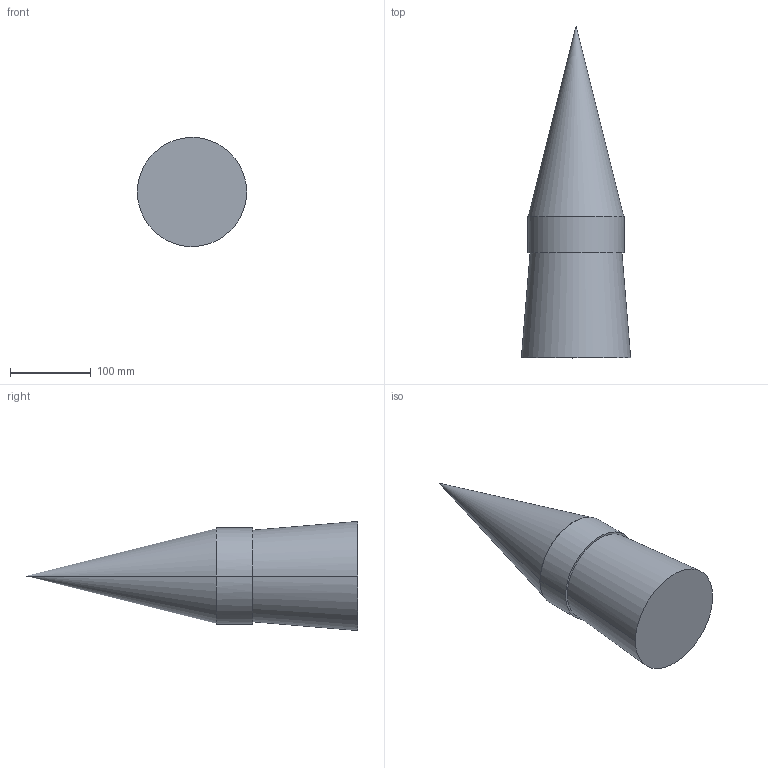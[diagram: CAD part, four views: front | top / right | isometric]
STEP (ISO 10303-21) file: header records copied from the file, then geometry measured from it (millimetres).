
FILE_DESCRIPTION(/* description */ (''),/* implementation_level */ '2;1');
FILE_NAME(/* name */ '1744.357',/* time_stamp */ '2024-04-09T11:59:09+02:00',/* author */ (''),/* organization */ (''),/* preprocessor_version */ 'ST-DEVELOPER v16.5',/* originating_system */ 'Rhino 7.15',/* authorisation */ '');
FILE_SCHEMA (('CONFIG_CONTROL_DESIGN'));
Length unit declared in the file: millimetre
Products named in the file (1): Document
Bounding box: 135 x 410.2 x 134.75 mm (x, y, z)
Surface area: 312498.4 mm2
Topology: 3 solids, 3 shells, 11 faces, 21 edges, 15 vertices
Faces by surface type: plane 5, bspline 4, cylinder 2
Entity records: 426 total; most frequent: CARTESIAN_POINT 206, ORIENTED_EDGE 32, EDGE_CURVE 16, DIRECTION 14, ADVANCED_FACE 11, FACE_OUTER_BOUND 11, EDGE_LOOP 11, VERTEX_POINT 11
